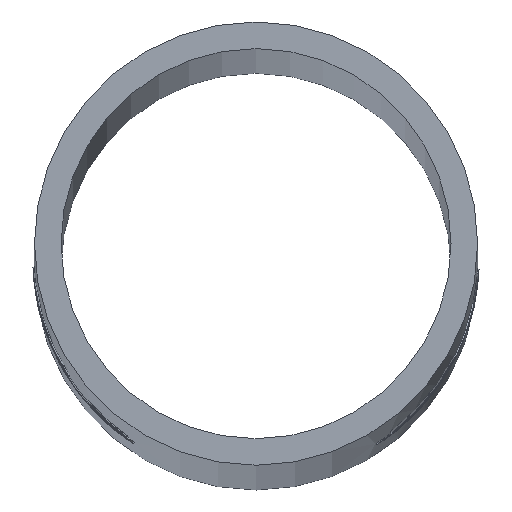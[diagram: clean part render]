
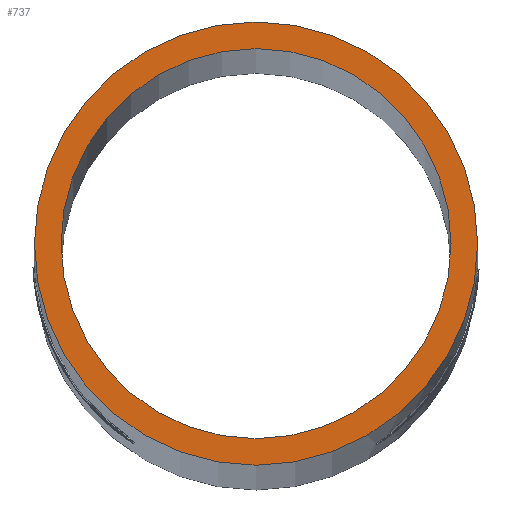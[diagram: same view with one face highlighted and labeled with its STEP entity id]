
A CAD part, top view. The second image highlights one B-rep face of the part: STEP entity #737.
In plain terms, the highlighted planar face has unit normal (0, 0, 1).
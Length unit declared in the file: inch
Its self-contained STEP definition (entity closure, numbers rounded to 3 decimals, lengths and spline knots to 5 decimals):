
#737 = ADVANCED_FACE ( 'NONE', ( #15519, #7406 ), #2921, .F. ) ;
#1015 = ORIENTED_EDGE ( 'NONE', *, *, #23384, .F. ) ;
#2084 = CARTESIAN_POINT ( 'NONE',  ( 0., 0., 15.74803 ) ) ;
#2921 = PLANE ( 'NONE',  #22893 ) ;
#3871 = VERTEX_POINT ( 'NONE', #6945 ) ;
#5046 = AXIS2_PLACEMENT_3D ( 'NONE', #8992, #30327, #12045 ) ;
#5133 = CARTESIAN_POINT ( 'NONE',  ( -0.43307, 0., 15.74803 ) ) ;
#5152 = DIRECTION ( 'NONE',  ( 1., 0., 0. ) ) ;
#5368 = DIRECTION ( 'NONE',  ( 0., 0., -1. ) ) ;
#6945 = CARTESIAN_POINT ( 'NONE',  ( -0.49213, 0., 15.74803 ) ) ;
#7406 = FACE_OUTER_BOUND ( 'NONE', #28166, .T. ) ;
#8992 = CARTESIAN_POINT ( 'NONE',  ( 0., 0., 15.74803 ) ) ;
#9981 = EDGE_CURVE ( 'NONE', #3871, #14897, #22091, .T. ) ;
#10067 = EDGE_CURVE ( 'NONE', #33577, #11634, #14460, .T. ) ;
#11634 = VERTEX_POINT ( 'NONE', #26929 ) ;
#12045 = DIRECTION ( 'NONE',  ( 1., 0., 0. ) ) ;
#12250 = DIRECTION ( 'NONE',  ( 0., 0., 1. ) ) ;
#13482 = CIRCLE ( 'NONE', #13974, 0.49213 ) ;
#13974 = AXIS2_PLACEMENT_3D ( 'NONE', #2084, #23397, #5152 ) ;
#14460 = CIRCLE ( 'NONE', #5046, 0.43307 ) ;
#14897 = VERTEX_POINT ( 'NONE', #24320 ) ;
#15519 = FACE_BOUND ( 'NONE', #18262, .T. ) ;
#16293 = ORIENTED_EDGE ( 'NONE', *, *, #10067, .F. ) ;
#18039 = AXIS2_PLACEMENT_3D ( 'NONE', #23624, #5368, #26692 ) ;
#18244 = CARTESIAN_POINT ( 'NONE',  ( 0., 0., 15.74803 ) ) ;
#18262 = EDGE_LOOP ( 'NONE', ( #27735, #16293 ) ) ;
#18274 = CIRCLE ( 'NONE', #19470, 0.43307 ) ;
#19470 = AXIS2_PLACEMENT_3D ( 'NONE', #30516, #12250, #33614 ) ;
#21351 = DIRECTION ( 'NONE',  ( -1., 0., 0. ) ) ;
#22091 = CIRCLE ( 'NONE', #18039, 0.49213 ) ;
#22893 = AXIS2_PLACEMENT_3D ( 'NONE', #18244, #39624, #21351 ) ;
#23384 = EDGE_CURVE ( 'NONE', #14897, #3871, #13482, .T. ) ;
#23397 = DIRECTION ( 'NONE',  ( 0., 0., -1. ) ) ;
#23624 = CARTESIAN_POINT ( 'NONE',  ( 0., 0., 15.74803 ) ) ;
#24320 = CARTESIAN_POINT ( 'NONE',  ( 0.49213, 0., 15.74803 ) ) ;
#25100 = ORIENTED_EDGE ( 'NONE', *, *, #9981, .F. ) ;
#26692 = DIRECTION ( 'NONE',  ( 1., 0., 0. ) ) ;
#26929 = CARTESIAN_POINT ( 'NONE',  ( 0.43307, 0., 15.74803 ) ) ;
#27735 = ORIENTED_EDGE ( 'NONE', *, *, #31658, .F. ) ;
#28166 = EDGE_LOOP ( 'NONE', ( #1015, #25100 ) ) ;
#30327 = DIRECTION ( 'NONE',  ( 0., 0., 1. ) ) ;
#30516 = CARTESIAN_POINT ( 'NONE',  ( 0., 0., 15.74803 ) ) ;
#31658 = EDGE_CURVE ( 'NONE', #11634, #33577, #18274, .T. ) ;
#33577 = VERTEX_POINT ( 'NONE', #5133 ) ;
#33614 = DIRECTION ( 'NONE',  ( 1., 0., 0. ) ) ;
#39624 = DIRECTION ( 'NONE',  ( 0., 0., -1. ) ) ;
